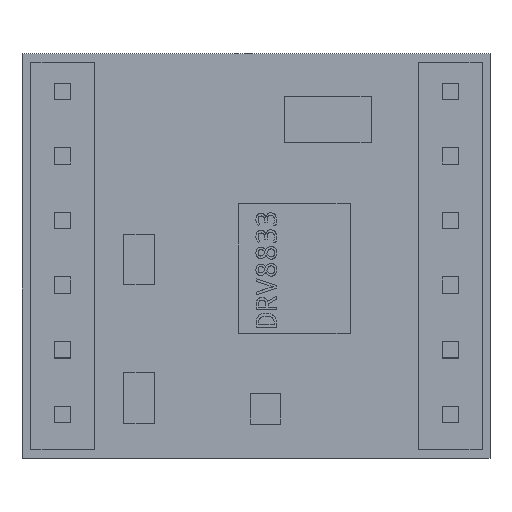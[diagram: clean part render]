
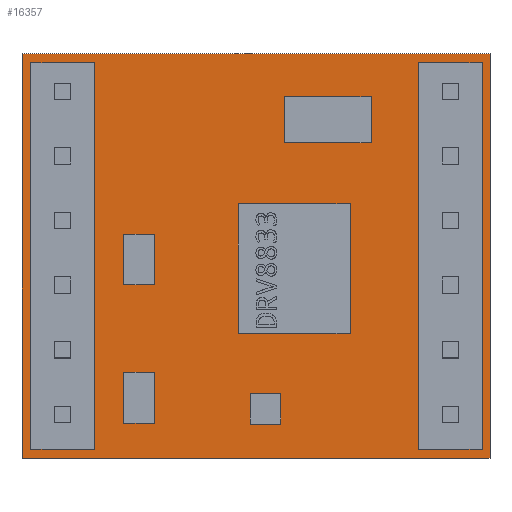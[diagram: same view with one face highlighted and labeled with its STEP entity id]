
A CAD part, top view. The second image highlights one B-rep face of the part: STEP entity #16357.
In plain terms, the highlighted planar face has unit normal (0, 0, 1).
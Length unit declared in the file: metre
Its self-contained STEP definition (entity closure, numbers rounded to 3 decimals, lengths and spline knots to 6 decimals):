
#1591=ORIENTED_EDGE('',*,*,#6421,.T.);
#1592=ORIENTED_EDGE('',*,*,#6422,.T.);
#1593=ORIENTED_EDGE('',*,*,#6423,.F.);
#1594=ORIENTED_EDGE('',*,*,#6424,.F.);
#1595=ORIENTED_EDGE('',*,*,#6425,.T.);
#1596=ORIENTED_EDGE('',*,*,#6426,.T.);
#1597=ORIENTED_EDGE('',*,*,#6427,.F.);
#1598=ORIENTED_EDGE('',*,*,#6428,.F.);
#1599=ORIENTED_EDGE('',*,*,#6429,.T.);
#1600=ORIENTED_EDGE('',*,*,#6430,.T.);
#1601=ORIENTED_EDGE('',*,*,#6431,.F.);
#1602=ORIENTED_EDGE('',*,*,#6432,.F.);
#1603=ORIENTED_EDGE('',*,*,#6433,.T.);
#1604=ORIENTED_EDGE('',*,*,#6434,.T.);
#1605=ORIENTED_EDGE('',*,*,#6435,.F.);
#1606=ORIENTED_EDGE('',*,*,#6436,.F.);
#1607=ORIENTED_EDGE('',*,*,#6437,.T.);
#1608=ORIENTED_EDGE('',*,*,#6438,.T.);
#1609=ORIENTED_EDGE('',*,*,#6439,.F.);
#1610=ORIENTED_EDGE('',*,*,#6440,.F.);
#1611=ORIENTED_EDGE('',*,*,#6441,.F.);
#1612=ORIENTED_EDGE('',*,*,#6442,.T.);
#1613=ORIENTED_EDGE('',*,*,#6443,.T.);
#1614=ORIENTED_EDGE('',*,*,#6444,.F.);
#1615=ORIENTED_EDGE('',*,*,#6445,.T.);
#1616=ORIENTED_EDGE('',*,*,#6446,.T.);
#1617=ORIENTED_EDGE('',*,*,#6447,.F.);
#1618=ORIENTED_EDGE('',*,*,#6448,.F.);
#1619=ORIENTED_EDGE('',*,*,#6449,.F.);
#1620=ORIENTED_EDGE('',*,*,#6450,.F.);
#1621=ORIENTED_EDGE('',*,*,#6451,.T.);
#1622=ORIENTED_EDGE('',*,*,#6452,.T.);
#6421=EDGE_CURVE('',#8836,#8837,#10203,.T.);
#6422=EDGE_CURVE('',#8837,#8838,#10204,.T.);
#6423=EDGE_CURVE('',#8839,#8838,#10205,.T.);
#6424=EDGE_CURVE('',#8836,#8839,#10206,.T.);
#6425=EDGE_CURVE('',#8840,#8841,#10207,.T.);
#6426=EDGE_CURVE('',#8841,#8842,#10208,.T.);
#6427=EDGE_CURVE('',#8843,#8842,#10209,.T.);
#6428=EDGE_CURVE('',#8840,#8843,#10210,.T.);
#6429=EDGE_CURVE('',#8844,#8845,#10211,.T.);
#6430=EDGE_CURVE('',#8845,#8846,#10212,.T.);
#6431=EDGE_CURVE('',#8847,#8846,#10213,.T.);
#6432=EDGE_CURVE('',#8844,#8847,#10214,.T.);
#6433=EDGE_CURVE('',#8848,#8849,#10215,.T.);
#6434=EDGE_CURVE('',#8849,#8850,#10216,.T.);
#6435=EDGE_CURVE('',#8851,#8850,#10217,.T.);
#6436=EDGE_CURVE('',#8848,#8851,#10218,.T.);
#6437=EDGE_CURVE('',#8852,#8853,#10219,.T.);
#6438=EDGE_CURVE('',#8853,#8854,#10220,.T.);
#6439=EDGE_CURVE('',#8855,#8854,#10221,.T.);
#6440=EDGE_CURVE('',#8852,#8855,#10222,.T.);
#6441=EDGE_CURVE('',#8856,#8857,#10223,.T.);
#6442=EDGE_CURVE('',#8856,#8858,#10224,.T.);
#6443=EDGE_CURVE('',#8858,#8859,#10225,.T.);
#6444=EDGE_CURVE('',#8857,#8859,#10226,.T.);
#6445=EDGE_CURVE('',#8860,#8861,#10227,.T.);
#6446=EDGE_CURVE('',#8861,#8862,#10228,.T.);
#6447=EDGE_CURVE('',#8863,#8862,#10229,.T.);
#6448=EDGE_CURVE('',#8860,#8863,#10230,.T.);
#6449=EDGE_CURVE('',#8864,#8865,#10231,.T.);
#6450=EDGE_CURVE('',#8866,#8864,#10232,.T.);
#6451=EDGE_CURVE('',#8866,#8867,#10233,.T.);
#6452=EDGE_CURVE('',#8867,#8865,#10234,.T.);
#8836=VERTEX_POINT('',#24829);
#8837=VERTEX_POINT('',#24830);
#8838=VERTEX_POINT('',#24832);
#8839=VERTEX_POINT('',#24834);
#8840=VERTEX_POINT('',#24837);
#8841=VERTEX_POINT('',#24838);
#8842=VERTEX_POINT('',#24840);
#8843=VERTEX_POINT('',#24842);
#8844=VERTEX_POINT('',#24845);
#8845=VERTEX_POINT('',#24846);
#8846=VERTEX_POINT('',#24848);
#8847=VERTEX_POINT('',#24850);
#8848=VERTEX_POINT('',#24853);
#8849=VERTEX_POINT('',#24854);
#8850=VERTEX_POINT('',#24856);
#8851=VERTEX_POINT('',#24858);
#8852=VERTEX_POINT('',#24861);
#8853=VERTEX_POINT('',#24862);
#8854=VERTEX_POINT('',#24864);
#8855=VERTEX_POINT('',#24866);
#8856=VERTEX_POINT('',#24869);
#8857=VERTEX_POINT('',#24870);
#8858=VERTEX_POINT('',#24872);
#8859=VERTEX_POINT('',#24874);
#8860=VERTEX_POINT('',#24877);
#8861=VERTEX_POINT('',#24878);
#8862=VERTEX_POINT('',#24880);
#8863=VERTEX_POINT('',#24882);
#8864=VERTEX_POINT('',#24885);
#8865=VERTEX_POINT('',#24886);
#8866=VERTEX_POINT('',#24888);
#8867=VERTEX_POINT('',#24890);
#10203=LINE('',#24828,#12002);
#10204=LINE('',#24831,#12003);
#10205=LINE('',#24833,#12004);
#10206=LINE('',#24835,#12005);
#10207=LINE('',#24836,#12006);
#10208=LINE('',#24839,#12007);
#10209=LINE('',#24841,#12008);
#10210=LINE('',#24843,#12009);
#10211=LINE('',#24844,#12010);
#10212=LINE('',#24847,#12011);
#10213=LINE('',#24849,#12012);
#10214=LINE('',#24851,#12013);
#10215=LINE('',#24852,#12014);
#10216=LINE('',#24855,#12015);
#10217=LINE('',#24857,#12016);
#10218=LINE('',#24859,#12017);
#10219=LINE('',#24860,#12018);
#10220=LINE('',#24863,#12019);
#10221=LINE('',#24865,#12020);
#10222=LINE('',#24867,#12021);
#10223=LINE('',#24868,#12022);
#10224=LINE('',#24871,#12023);
#10225=LINE('',#24873,#12024);
#10226=LINE('',#24875,#12025);
#10227=LINE('',#24876,#12026);
#10228=LINE('',#24879,#12027);
#10229=LINE('',#24881,#12028);
#10230=LINE('',#24883,#12029);
#10231=LINE('',#24884,#12030);
#10232=LINE('',#24887,#12031);
#10233=LINE('',#24889,#12032);
#10234=LINE('',#24891,#12033);
#12002=VECTOR('',#20466,1.);
#12003=VECTOR('',#20467,1.);
#12004=VECTOR('',#20468,1.);
#12005=VECTOR('',#20469,1.);
#12006=VECTOR('',#20470,1.);
#12007=VECTOR('',#20471,1.);
#12008=VECTOR('',#20472,1.);
#12009=VECTOR('',#20473,1.);
#12010=VECTOR('',#20474,1.);
#12011=VECTOR('',#20475,1.);
#12012=VECTOR('',#20476,1.);
#12013=VECTOR('',#20477,1.);
#12014=VECTOR('',#20478,1.);
#12015=VECTOR('',#20479,1.);
#12016=VECTOR('',#20480,1.);
#12017=VECTOR('',#20481,1.);
#12018=VECTOR('',#20482,1.);
#12019=VECTOR('',#20483,1.);
#12020=VECTOR('',#20484,1.);
#12021=VECTOR('',#20485,1.);
#12022=VECTOR('',#20486,1.);
#12023=VECTOR('',#20487,1.);
#12024=VECTOR('',#20488,1.);
#12025=VECTOR('',#20489,1.);
#12026=VECTOR('',#20490,1.);
#12027=VECTOR('',#20491,1.);
#12028=VECTOR('',#20492,1.);
#12029=VECTOR('',#20493,1.);
#12030=VECTOR('',#20494,1.);
#12031=VECTOR('',#20495,1.);
#12032=VECTOR('',#20496,1.);
#12033=VECTOR('',#20497,1.);
#13463=EDGE_LOOP('',(#1591,#1592,#1593,#1594));
#13464=EDGE_LOOP('',(#1595,#1596,#1597,#1598));
#13465=EDGE_LOOP('',(#1599,#1600,#1601,#1602));
#13466=EDGE_LOOP('',(#1603,#1604,#1605,#1606));
#13467=EDGE_LOOP('',(#1607,#1608,#1609,#1610));
#13468=EDGE_LOOP('',(#1611,#1612,#1613,#1614));
#13469=EDGE_LOOP('',(#1615,#1616,#1617,#1618));
#13470=EDGE_LOOP('',(#1619,#1620,#1621,#1622));
#14462=FACE_BOUND('',#13463,.T.);
#14463=FACE_BOUND('',#13464,.T.);
#14464=FACE_BOUND('',#13465,.T.);
#14465=FACE_BOUND('',#13466,.T.);
#14466=FACE_BOUND('',#13467,.T.);
#14467=FACE_BOUND('',#13468,.T.);
#14468=FACE_BOUND('',#13469,.T.);
#14469=FACE_BOUND('',#13470,.T.);
#15398=PLANE('',#19462);
#16357=ADVANCED_FACE('',(#14462,#14463,#14464,#14465,#14466,#14467,#14468,
#14469),#15398,.T.);
#19462=AXIS2_PLACEMENT_3D('',#24827,#20464,#20465);
#20464=DIRECTION('',(0.,0.,1.));
#20465=DIRECTION('',(1.,0.,0.));
#20466=DIRECTION('',(1.,0.,0.));
#20467=DIRECTION('',(0.,-1.,0.));
#20468=DIRECTION('',(1.,0.,0.));
#20469=DIRECTION('',(0.,-1.,0.));
#20470=DIRECTION('',(1.,0.,0.));
#20471=DIRECTION('',(0.,-1.,0.));
#20472=DIRECTION('',(1.,0.,0.));
#20473=DIRECTION('',(0.,-1.,0.));
#20474=DIRECTION('',(1.,0.,0.));
#20475=DIRECTION('',(0.,-1.,0.));
#20476=DIRECTION('',(1.,0.,0.));
#20477=DIRECTION('',(0.,-1.,0.));
#20478=DIRECTION('',(1.,0.,0.));
#20479=DIRECTION('',(0.,-1.,0.));
#20480=DIRECTION('',(1.,0.,0.));
#20481=DIRECTION('',(0.,-1.,0.));
#20482=DIRECTION('',(1.,0.,0.));
#20483=DIRECTION('',(0.,-1.,0.));
#20484=DIRECTION('',(1.,0.,0.));
#20485=DIRECTION('',(0.,-1.,0.));
#20486=DIRECTION('',(0.,1.,0.));
#20487=DIRECTION('',(1.,0.,0.));
#20488=DIRECTION('',(0.,1.,0.));
#20489=DIRECTION('',(1.,0.,0.));
#20490=DIRECTION('',(1.,0.,0.));
#20491=DIRECTION('',(0.,-1.,0.));
#20492=DIRECTION('',(1.,0.,0.));
#20493=DIRECTION('',(0.,-1.,0.));
#20494=DIRECTION('',(1.,0.,0.));
#20495=DIRECTION('',(0.,-1.,0.));
#20496=DIRECTION('',(1.,0.,0.));
#20497=DIRECTION('',(0.,-1.,0.));
#24827=CARTESIAN_POINT('',(0.0092,0.00795,0.));
#24828=CARTESIAN_POINT('',(0.004602,0.003373,0.));
#24829=CARTESIAN_POINT('',(0.004002,0.003373,0.));
#24830=CARTESIAN_POINT('',(0.005202,0.003373,0.));
#24831=CARTESIAN_POINT('',(0.005202,0.002373,0.));
#24832=CARTESIAN_POINT('',(0.005202,0.001373,0.));
#24833=CARTESIAN_POINT('',(0.004602,0.001373,0.));
#24834=CARTESIAN_POINT('',(0.004002,0.001373,0.));
#24835=CARTESIAN_POINT('',(0.004002,0.002373,0.));
#24836=CARTESIAN_POINT('',(0.004602,0.00881,0.));
#24837=CARTESIAN_POINT('',(0.004002,0.00881,0.));
#24838=CARTESIAN_POINT('',(0.005202,0.00881,0.));
#24839=CARTESIAN_POINT('',(0.005202,0.00781,0.));
#24840=CARTESIAN_POINT('',(0.005202,0.00681,0.));
#24841=CARTESIAN_POINT('',(0.004602,0.00681,0.));
#24842=CARTESIAN_POINT('',(0.004002,0.00681,0.));
#24843=CARTESIAN_POINT('',(0.004002,0.00781,0.));
#24844=CARTESIAN_POINT('',(0.009579,0.002538,0.));
#24845=CARTESIAN_POINT('',(0.008979,0.002538,0.));
#24846=CARTESIAN_POINT('',(0.010179,0.002538,0.));
#24847=CARTESIAN_POINT('',(0.010179,0.001938,0.));
#24848=CARTESIAN_POINT('',(0.010179,0.001338,0.));
#24849=CARTESIAN_POINT('',(0.009579,0.001338,0.));
#24850=CARTESIAN_POINT('',(0.008979,0.001338,0.));
#24851=CARTESIAN_POINT('',(0.008979,0.001938,0.));
#24852=CARTESIAN_POINT('',(0.012024,0.014198,0.));
#24853=CARTESIAN_POINT('',(0.010324,0.014198,0.));
#24854=CARTESIAN_POINT('',(0.013724,0.014198,0.));
#24855=CARTESIAN_POINT('',(0.013724,0.013298,0.));
#24856=CARTESIAN_POINT('',(0.013724,0.012398,0.));
#24857=CARTESIAN_POINT('',(0.012024,0.012398,0.));
#24858=CARTESIAN_POINT('',(0.010324,0.012398,0.));
#24859=CARTESIAN_POINT('',(0.010324,0.013298,0.));
#24860=CARTESIAN_POINT('',(0.0107,0.01,0.));
#24861=CARTESIAN_POINT('',(0.0085,0.01,0.));
#24862=CARTESIAN_POINT('',(0.0129,0.01,0.));
#24863=CARTESIAN_POINT('',(0.0129,0.00745,0.));
#24864=CARTESIAN_POINT('',(0.0129,0.0049,0.));
#24865=CARTESIAN_POINT('',(0.0107,0.0049,0.));
#24866=CARTESIAN_POINT('',(0.0085,0.0049,0.));
#24867=CARTESIAN_POINT('',(0.0085,0.00745,0.));
#24868=CARTESIAN_POINT('',(0.,0.00795,0.));
#24869=CARTESIAN_POINT('',(0.,0.,0.));
#24870=CARTESIAN_POINT('',(0.,0.0159,0.));
#24871=CARTESIAN_POINT('',(0.0092,0.,0.));
#24872=CARTESIAN_POINT('',(0.0184,0.,0.));
#24873=CARTESIAN_POINT('',(0.0184,0.00795,0.));
#24874=CARTESIAN_POINT('',(0.0184,0.0159,0.));
#24875=CARTESIAN_POINT('',(0.0092,0.0159,0.));
#24876=CARTESIAN_POINT('',(0.0016,0.01555,0.));
#24877=CARTESIAN_POINT('',(0.00035,0.01555,0.));
#24878=CARTESIAN_POINT('',(0.00285,0.01555,0.));
#24879=CARTESIAN_POINT('',(0.00285,0.00795,0.));
#24880=CARTESIAN_POINT('',(0.00285,0.00035,0.));
#24881=CARTESIAN_POINT('',(0.0016,0.00035,0.));
#24882=CARTESIAN_POINT('',(0.00035,0.00035,0.));
#24883=CARTESIAN_POINT('',(0.00035,0.00795,0.));
#24884=CARTESIAN_POINT('',(0.01684,0.00035,0.));
#24885=CARTESIAN_POINT('',(0.01559,0.00035,0.));
#24886=CARTESIAN_POINT('',(0.01809,0.00035,0.));
#24887=CARTESIAN_POINT('',(0.01559,0.00795,0.));
#24888=CARTESIAN_POINT('',(0.01559,0.01555,0.));
#24889=CARTESIAN_POINT('',(0.01684,0.01555,0.));
#24890=CARTESIAN_POINT('',(0.01809,0.01555,0.));
#24891=CARTESIAN_POINT('',(0.01809,0.00795,0.));
